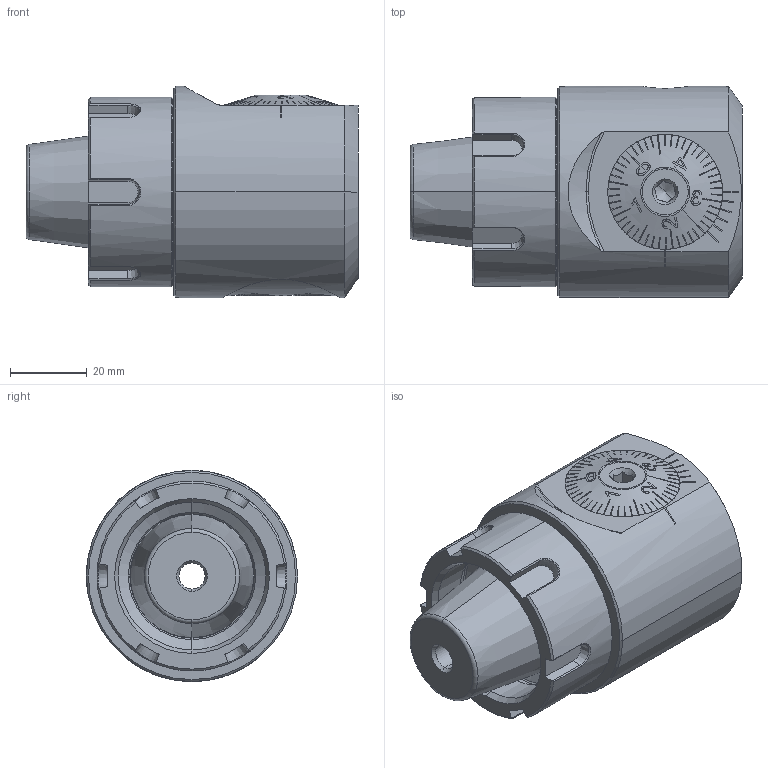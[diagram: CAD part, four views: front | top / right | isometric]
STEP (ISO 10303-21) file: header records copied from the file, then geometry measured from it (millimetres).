
FILE_DESCRIPTION (( 'STEP AP214' ), '1' );
FILE_NAME ('B11.032.055.060.STEP', '2024-08-30T11:07:23', ( '' ), ( '' ), 'SwSTEP 2.0', 'SolidWorks 2022', '' );
FILE_SCHEMA (( 'AUTOMOTIVE_DESIGN' ));
Length unit declared in the file: millimetre
Products named in the file (17): Klebstoff D10; B11.032.055.060; A55-BG1.012.007_C; DIN 3771 - 25x1.5; MSX-ER1.XXX.XXX_A_Mutter Spannzangenkegel E32; A55-BG2.012.006_B; A55-BG2.013.005_C; A55-BG1.AA4.041; E32-A55.AA3.060_A_Fertigbearbeitung; A55-BG2.011.016_D; ISO 4026 - M10 x 8; A55-BG1.DA3.041_A; ISO 4026 - M10 x 16_PreviewCfg; Sprengring_15.07.2011_003_Sprengring ø32; A55-BG3.011.033_A_gekürzt; A55-BG2.014.007_A_mit Gewinde; WCB-ER2.001.009_A
Assembly tree (17 placements, depth 3):
  B11.032.055.060
    E32-A55.AA3.060_A_Fertigbearbeitung
    A55-BG3.011.033_A_gekürzt
    ISO 4026 - M10 x 8
    WCB-ER2.001.009_A
    Klebstoff D10
    A55-BG1.AA4.041
      A55-BG1.DA3.041_A
      A55-BG1.012.007_C
      A55-BG2.011.016_D
      A55-BG2.013.005_C
      DIN 3771 - 25x1.5
      A55-BG2.014.007_A_mit Gewinde
      A55-BG2.012.006_B
      ISO 4026 - M10 x 16_PreviewCfg  x2
    Sprengring_15.07.2011_003_Sprengring ø32
    MSX-ER1.XXX.XXX_A_Mutter Spannzangenkegel E32
Bounding box: 86.5 x 55 x 55 mm (x, y, z)
Volume: 129267.3 mm3; surface area: 48472.7 mm2
Topology: 16 solids, 16 shells, 798 faces, 2046 edges, 1295 vertices
Faces by surface type: plane 351, cone 190, cylinder 141, torus 62, bspline 52, sphere 2
Entity records: 34170 total; most frequent: CARTESIAN_POINT 12086, ORIENTED_EDGE 4016, DIRECTION 3449, EDGE_CURVE 2008, AXIS2_PLACEMENT_3D 1332, VERTEX_POINT 1275, EDGE_LOOP 833, VECTOR 785
